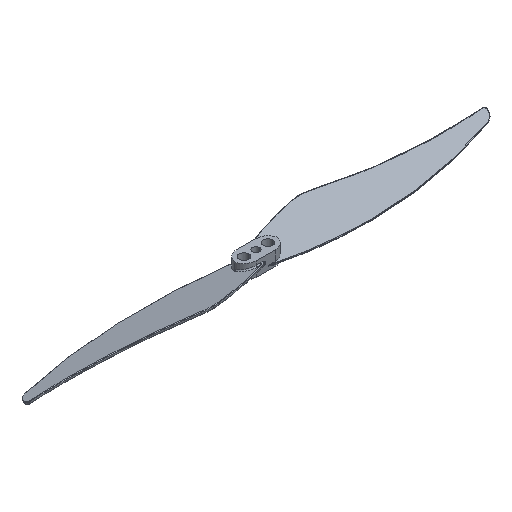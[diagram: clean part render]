
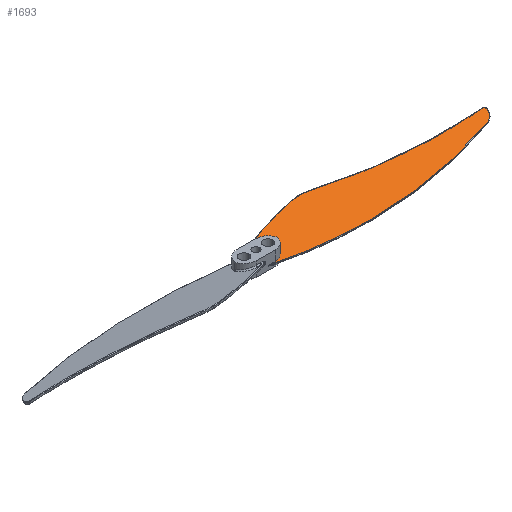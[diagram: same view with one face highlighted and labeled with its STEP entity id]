
A CAD part, isometric view. The second image highlights one B-rep face of the part: STEP entity #1693.
In plain terms, the highlighted planar face has unit normal (0, -0.259, 0.966).
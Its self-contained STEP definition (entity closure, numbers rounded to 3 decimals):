
#3 = CARTESIAN_POINT ( 'NONE',  ( 21.719, -49.462, -13.365 ) ) ;
#12 = CARTESIAN_POINT ( 'NONE',  ( 50.528, 2.407, 0.533 ) ) ;
#46 = CARTESIAN_POINT ( 'NONE',  ( 50.085, 2.775, 0.632 ) ) ;
#61 = CIRCLE ( 'NONE', #895, 94.958 ) ;
#62 = CIRCLE ( 'NONE', #1841, 9.892 ) ;
#70 = VERTEX_POINT ( 'NONE', #1793 ) ;
#149 = CIRCLE ( 'NONE', #1604, 115.108 ) ;
#206 = CARTESIAN_POINT ( 'NONE',  ( 4.07, 1.621, 0.323 ) ) ;
#232 = CARTESIAN_POINT ( 'NONE',  ( 48.586, 0.403, -0.004 ) ) ;
#261 = ORIENTED_EDGE ( 'NONE', *, *, #1731, .T. ) ;
#273 = VERTEX_POINT ( 'NONE', #1910 ) ;
#300 = VECTOR ( 'NONE', #2047, 1000. ) ;
#312 = DIRECTION ( 'NONE',  ( 0., -0.966, -0.259 ) ) ;
#349 = EDGE_CURVE ( 'NONE', #483, #2321, #928, .T. ) ;
#350 = DIRECTION ( 'NONE',  ( 0., -0.259, 0.966 ) ) ;
#361 = EDGE_CURVE ( 'NONE', #1732, #646, #1756, .T. ) ;
#364 = CARTESIAN_POINT ( 'NONE',  ( 21.719, -49.462, -13.365 ) ) ;
#397 = ORIENTED_EDGE ( 'NONE', *, *, #349, .T. ) ;
#407 = CARTESIAN_POINT ( 'NONE',  ( 2., 2.252, 0.492 ) ) ;
#421 = CARTESIAN_POINT ( 'NONE',  ( 4.499, 0.574, 0.042 ) ) ;
#483 = VERTEX_POINT ( 'NONE', #1176 ) ;
#487 = CARTESIAN_POINT ( 'NONE',  ( 13.017, 5.334, 1.317 ) ) ;
#499 = CARTESIAN_POINT ( 'NONE',  ( 50.342, 2.73, 0.62 ) ) ;
#509 = CARTESIAN_POINT ( 'NONE',  ( 14.517, -4.111, -1.213 ) ) ;
#541 = CIRCLE ( 'NONE', #631, 94.958 ) ;
#543 = ORIENTED_EDGE ( 'NONE', *, *, #1661, .T. ) ;
#584 = DIRECTION ( 'NONE',  ( 0., -0.259, 0.966 ) ) ;
#613 = AXIS2_PLACEMENT_3D ( 'NONE', #364, #2874, #1262 ) ;
#631 = AXIS2_PLACEMENT_3D ( 'NONE', #1199, #993, #2571 ) ;
#640 = CARTESIAN_POINT ( 'NONE',  ( 4.499, 0.574, 0.042 ) ) ;
#646 = VERTEX_POINT ( 'NONE', #1520 ) ;
#684 = CARTESIAN_POINT ( 'NONE',  ( -4.5, -2., -0.648 ) ) ;
#685 = CARTESIAN_POINT ( 'NONE',  ( 4.499, 0.574, 0.042 ) ) ;
#793 = EDGE_CURVE ( 'NONE', #1732, #70, #541, .T. ) ;
#895 = AXIS2_PLACEMENT_3D ( 'NONE', #2626, #584, #1058 ) ;
#898 = CIRCLE ( 'NONE', #1037, 57.392 ) ;
#907 = CARTESIAN_POINT ( 'NONE',  ( 50.501, 2.539, 0.569 ) ) ;
#928 = LINE ( 'NONE', #1997, #2260 ) ;
#980 = DIRECTION ( 'NONE',  ( 0., -0.259, 0.966 ) ) ;
#993 = DIRECTION ( 'NONE',  ( 0., -0.259, 0.966 ) ) ;
#1026 = DIRECTION ( 'NONE',  ( 0., 0.259, -0.966 ) ) ;
#1032 = CARTESIAN_POINT ( 'NONE',  ( 2., -2., -0.648 ) ) ;
#1037 = AXIS2_PLACEMENT_3D ( 'NONE', #3, #1150, #1583 ) ;
#1058 = DIRECTION ( 'NONE',  ( 0., -0.966, -0.259 ) ) ;
#1065 =( BOUNDED_CURVE ( )  B_SPLINE_CURVE ( 3, ( #640, #2362, #1251, #1032 ),
 .UNSPECIFIED., .F., .T. ) 
 B_SPLINE_CURVE_WITH_KNOTS ( ( 4, 4 ),
 ( 4.683, 6.283 ),
 .UNSPECIFIED. ) 
 CURVE ( )  GEOMETRIC_REPRESENTATION_ITEM ( )  RATIONAL_B_SPLINE_CURVE ( ( 1., 0.798, 0.798, 1. ) ) 
 REPRESENTATION_ITEM ( '' )  );
#1150 = DIRECTION ( 'NONE',  ( 0., -0.259, 0.966 ) ) ;
#1176 = CARTESIAN_POINT ( 'NONE',  ( 1.041, 2.252, 0.492 ) ) ;
#1199 = CARTESIAN_POINT ( 'NONE',  ( 19.985, 87.866, 23.432 ) ) ;
#1232 = DIRECTION ( 'NONE',  ( 0., -0.966, -0.259 ) ) ;
#1242 = ORIENTED_EDGE ( 'NONE', *, *, #2103, .T. ) ;
#1251 = CARTESIAN_POINT ( 'NONE',  ( 3.499, -2., -0.648 ) ) ;
#1262 = DIRECTION ( 'NONE',  ( 0., 0.966, 0.259 ) ) ;
#1293 = PLANE ( 'NONE',  #613 ) ;
#1331 = EDGE_LOOP ( 'NONE', ( #1242, #397, #2555, #261, #2222, #1892, #543, #2334, #2081, #2472, #1718 ) ) ;
#1437 = VERTEX_POINT ( 'NONE', #232 ) ;
#1464 = CIRCLE ( 'NONE', #2210, 2.892 ) ;
#1499 = VERTEX_POINT ( 'NONE', #487 ) ;
#1520 = CARTESIAN_POINT ( 'NONE',  ( 2., -2., -0.648 ) ) ;
#1523 = CARTESIAN_POINT ( 'NONE',  ( 50.085, 2.775, 0.632 ) ) ;
#1583 = DIRECTION ( 'NONE',  ( 0., -0.966, -0.259 ) ) ;
#1598 = CARTESIAN_POINT ( 'NONE',  ( 16.689, 5.211, 1.285 ) ) ;
#1604 = AXIS2_PLACEMENT_3D ( 'NONE', #2798, #1026, #1232 ) ;
#1661 = EDGE_CURVE ( 'NONE', #70, #1437, #61, .T. ) ;
#1693 = ADVANCED_FACE ( 'NONE', ( #2642 ), #1293, .T. ) ;
#1718 = ORIENTED_EDGE ( 'NONE', *, *, #1916, .T. ) ;
#1727 = DIRECTION ( 'NONE',  ( 0., -0.966, -0.259 ) ) ;
#1731 = EDGE_CURVE ( 'NONE', #2176, #646, #1065, .T. ) ;
#1732 = VERTEX_POINT ( 'NONE', #1926 ) ;
#1756 = LINE ( 'NONE', #684, #300 ) ;
#1793 = CARTESIAN_POINT ( 'NONE',  ( 19.985, -3.857, -1.145 ) ) ;
#1830 = CARTESIAN_POINT ( 'NONE',  ( 2., 2.252, 0.492 ) ) ;
#1841 = AXIS2_PLACEMENT_3D ( 'NONE', #509, #980, #312 ) ;
#1892 = ORIENTED_EDGE ( 'NONE', *, *, #793, .T. ) ;
#1910 = CARTESIAN_POINT ( 'NONE',  ( 50.493, 2.288, 0.501 ) ) ;
#1916 = EDGE_CURVE ( 'NONE', #2657, #1499, #62, .T. ) ;
#1926 = CARTESIAN_POINT ( 'NONE',  ( 0.976, -2., -0.648 ) ) ;
#1997 = CARTESIAN_POINT ( 'NONE',  ( 21.719, 2.252, 0.492 ) ) ;
#2002 = B_SPLINE_CURVE_WITH_KNOTS ( 'NONE', 3,
 ( #2893, #12, #907, #499, #2007, #46 ),
 .UNSPECIFIED., .F., .F.,
 ( 4, 2, 4 ),
 ( 0., 0., 0.001 ),
 .UNSPECIFIED. ) ;
#2007 = CARTESIAN_POINT ( 'NONE',  ( 50.213, 2.784, 0.634 ) ) ;
#2047 = DIRECTION ( 'NONE',  ( 1., 0., 0. ) ) ;
#2081 = ORIENTED_EDGE ( 'NONE', *, *, #2221, .T. ) ;
#2091 = EDGE_CURVE ( 'NONE', #2321, #2176, #2525, .T. ) ;
#2103 = EDGE_CURVE ( 'NONE', #1499, #483, #898, .T. ) ;
#2145 = CARTESIAN_POINT ( 'NONE',  ( 47.715, 3.067, 0.71 ) ) ;
#2176 = VERTEX_POINT ( 'NONE', #685 ) ;
#2210 = AXIS2_PLACEMENT_3D ( 'NONE', #2145, #350, #1727 ) ;
#2221 = EDGE_CURVE ( 'NONE', #273, #2843, #2002, .T. ) ;
#2222 = ORIENTED_EDGE ( 'NONE', *, *, #361, .F. ) ;
#2260 = VECTOR ( 'NONE', #2664, 1000. ) ;
#2321 = VERTEX_POINT ( 'NONE', #1830 ) ;
#2334 = ORIENTED_EDGE ( 'NONE', *, *, #2488, .T. ) ;
#2362 = CARTESIAN_POINT ( 'NONE',  ( 4.543, -0.924, -0.359 ) ) ;
#2472 = ORIENTED_EDGE ( 'NONE', *, *, #2762, .T. ) ;
#2488 = EDGE_CURVE ( 'NONE', #1437, #273, #1464, .T. ) ;
#2525 =( BOUNDED_CURVE ( )  B_SPLINE_CURVE ( 3, ( #407, #2871, #206, #421 ),
 .UNSPECIFIED., .F., .T. ) 
 B_SPLINE_CURVE_WITH_KNOTS ( ( 4, 4 ),
 ( 3.142, 4.324 ),
 .UNSPECIFIED. ) 
 CURVE ( )  GEOMETRIC_REPRESENTATION_ITEM ( )  RATIONAL_B_SPLINE_CURVE ( ( 1., 0.887, 0.887, 1. ) ) 
 REPRESENTATION_ITEM ( '' )  );
#2555 = ORIENTED_EDGE ( 'NONE', *, *, #2091, .T. ) ;
#2571 = DIRECTION ( 'NONE',  ( 0., -0.966, -0.259 ) ) ;
#2626 = CARTESIAN_POINT ( 'NONE',  ( 19.985, 87.866, 23.432 ) ) ;
#2642 = FACE_OUTER_BOUND ( 'NONE', #1331, .T. ) ;
#2657 = VERTEX_POINT ( 'NONE', #1598 ) ;
#2664 = DIRECTION ( 'NONE',  ( 1., 0., 0. ) ) ;
#2762 = EDGE_CURVE ( 'NONE', #2843, #2657, #149, .T. ) ;
#2798 = CARTESIAN_POINT ( 'NONE',  ( 41.962, 113.684, 30.35 ) ) ;
#2843 = VERTEX_POINT ( 'NONE', #1523 ) ;
#2871 = CARTESIAN_POINT ( 'NONE',  ( 3.131, 2.252, 0.492 ) ) ;
#2874 = DIRECTION ( 'NONE',  ( 0., -0.259, 0.966 ) ) ;
#2893 = CARTESIAN_POINT ( 'NONE',  ( 50.493, 2.288, 0.501 ) ) ;
